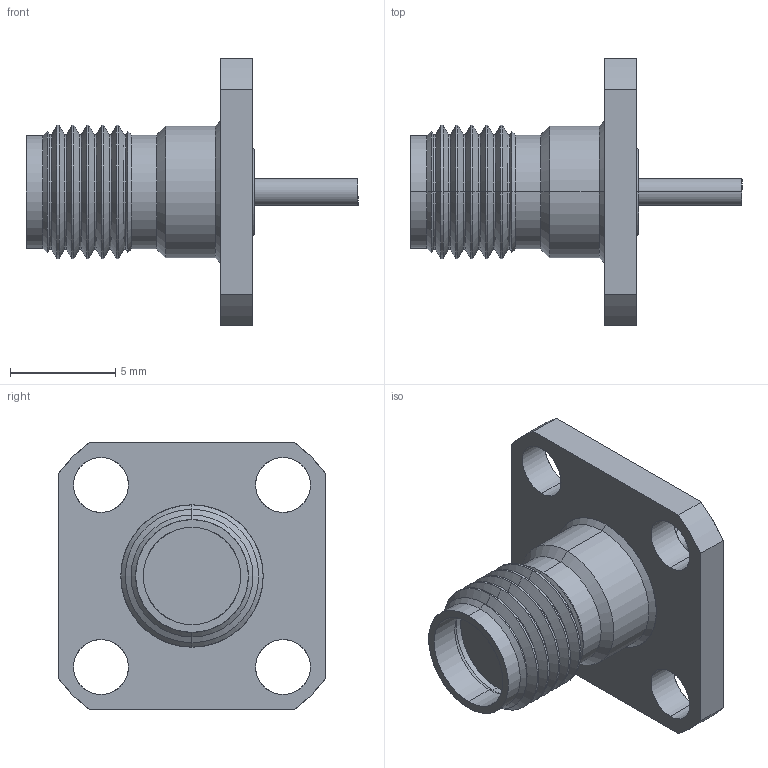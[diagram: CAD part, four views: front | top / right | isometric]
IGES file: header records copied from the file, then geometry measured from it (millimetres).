
Start section: SolidWorks IGES file using analytic representation for surfaces
Global section: file name: RS02840000.IGS; native system: SolidWorks 2025; preprocessor: SolidWorks 2025; author: EYBERT_A; date: 250714.124038; units: millimetre
Bounding box: 15.76 x 12.7 x 12.7 mm (x, y, z)
Surface area: 739.3 mm2 (no closed solid volume)
Topology: 0 solids, 0 shells, 105 faces, 960 edges, 960 vertices
Faces by surface type: revolution 94, bspline 11
